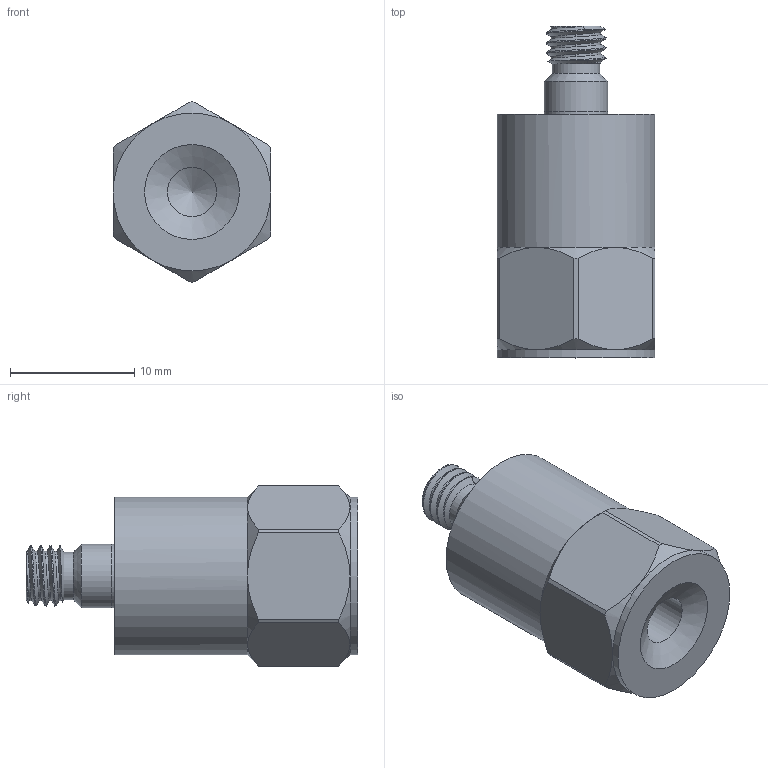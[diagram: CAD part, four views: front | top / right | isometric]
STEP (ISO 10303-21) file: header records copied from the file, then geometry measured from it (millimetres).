
FILE_DESCRIPTION(/* description */ (''),/* implementation_level */ '2;1');
FILE_NAME(/* name */ 'MASTER_TMP_TOP_EXIT.stp',/* time_stamp */ '2025-11-17T16:09:27-05:00',/* author */ ('cthayer'),/* organization */ ('CONNECTION TECHNOLOGY CENTER'),/* preprocessor_version */ 'ST-DEVELOPER v20',/* originating_system */ 'Autodesk Inventor 2025',/* authorisation */ '');
FILE_SCHEMA (('AUTOMOTIVE_DESIGN { 1 0 10303 214 3 1 1 }'));
Length unit declared in the file: inch
Products named in the file (1): TEB110
Bounding box: 12.7 x 26.69 x 14.48 mm (x, y, z)
Volume: 2622.5 mm3; surface area: 1367.4 mm2
Topology: 1 solids, 1 shells, 87 faces, 206 edges, 127 vertices
Faces by surface type: cone 32, cylinder 29, plane 20, bspline 4, torus 2
Full cylindrical faces by diameter (mm): 0.914 x1, 0.94 x1, 1.321 x1, 1.372 x1, 3.15 x1, 3.175 x1, 3.429 x1, 3.81 x1, 3.962 x1, 3.967 x3, 4.826 x3, 5.08 x2, 12.7 x2
Entity records: 3414 total; most frequent: CARTESIAN_POINT 1301, ORIENTED_EDGE 412, DIRECTION 405, EDGE_CURVE 206, AXIS2_PLACEMENT_3D 176, VERTEX_POINT 127, EDGE_LOOP 97, FACE_OUTER_BOUND 87
